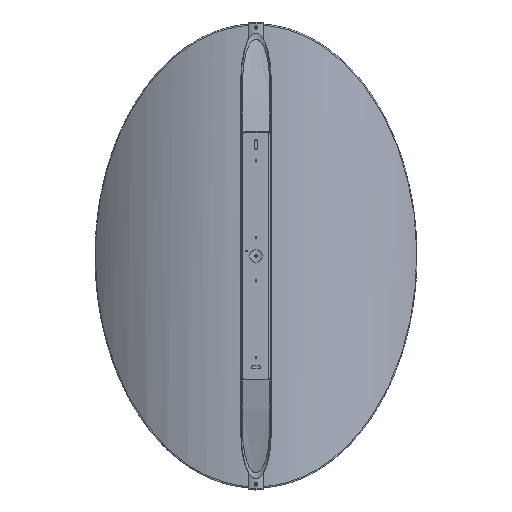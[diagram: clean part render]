
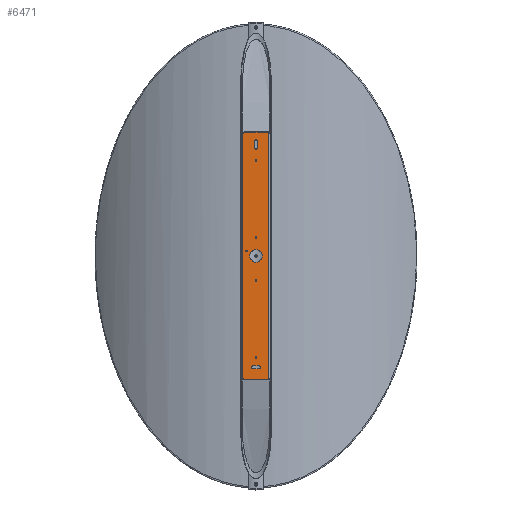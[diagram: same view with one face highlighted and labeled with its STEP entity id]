
A CAD part, top view. The second image highlights one B-rep face of the part: STEP entity #6471.
In plain terms, the highlighted planar face has unit normal (0, 0, 1).
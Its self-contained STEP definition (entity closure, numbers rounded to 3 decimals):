
#209=PLANE('',#6910);
#615=LINE('',#12767,#1083);
#616=LINE('',#12770,#1084);
#617=LINE('',#12772,#1085);
#618=LINE('',#12774,#1086);
#619=LINE('',#12776,#1087);
#620=LINE('',#12778,#1088);
#621=LINE('',#12780,#1089);
#622=LINE('',#12782,#1090);
#623=LINE('',#12784,#1091);
#624=LINE('',#12786,#1092);
#625=LINE('',#12788,#1093);
#626=LINE('',#12790,#1094);
#627=LINE('',#12801,#1095);
#628=LINE('',#12806,#1096);
#629=LINE('',#12809,#1097);
#630=LINE('',#12814,#1098);
#1083=VECTOR('',#7923,1000.);
#1084=VECTOR('',#7924,1000.);
#1085=VECTOR('',#7925,1000.);
#1086=VECTOR('',#7926,1000.);
#1087=VECTOR('',#7927,1000.);
#1088=VECTOR('',#7928,1000.);
#1089=VECTOR('',#7929,1000.);
#1090=VECTOR('',#7930,1000.);
#1091=VECTOR('',#7931,1000.);
#1092=VECTOR('',#7932,1000.);
#1093=VECTOR('',#7933,1000.);
#1094=VECTOR('',#7934,1000.);
#1095=VECTOR('',#7945,1000.);
#1096=VECTOR('',#7948,1000.);
#1097=VECTOR('',#7951,1000.);
#1098=VECTOR('',#7954,1000.);
#2151=ORIENTED_EDGE('',*,*,#3173,.F.);
#2152=ORIENTED_EDGE('',*,*,#3174,.F.);
#2153=ORIENTED_EDGE('',*,*,#3175,.F.);
#2154=ORIENTED_EDGE('',*,*,#3176,.T.);
#2155=ORIENTED_EDGE('',*,*,#3177,.F.);
#2156=ORIENTED_EDGE('',*,*,#3178,.T.);
#2157=ORIENTED_EDGE('',*,*,#3179,.T.);
#2158=ORIENTED_EDGE('',*,*,#3180,.F.);
#2159=ORIENTED_EDGE('',*,*,#3181,.T.);
#2160=ORIENTED_EDGE('',*,*,#3182,.F.);
#2161=ORIENTED_EDGE('',*,*,#3183,.T.);
#2162=ORIENTED_EDGE('',*,*,#3184,.T.);
#2163=ORIENTED_EDGE('',*,*,#3185,.T.);
#2164=ORIENTED_EDGE('',*,*,#3186,.F.);
#2165=ORIENTED_EDGE('',*,*,#3187,.F.);
#2166=ORIENTED_EDGE('',*,*,#3188,.F.);
#2167=ORIENTED_EDGE('',*,*,#3189,.F.);
#2168=ORIENTED_EDGE('',*,*,#3190,.F.);
#2169=ORIENTED_EDGE('',*,*,#3191,.T.);
#2170=ORIENTED_EDGE('',*,*,#3192,.T.);
#2171=ORIENTED_EDGE('',*,*,#3193,.T.);
#2172=ORIENTED_EDGE('',*,*,#3194,.T.);
#2173=ORIENTED_EDGE('',*,*,#3195,.T.);
#2174=ORIENTED_EDGE('',*,*,#3196,.T.);
#2175=ORIENTED_EDGE('',*,*,#3197,.T.);
#2176=ORIENTED_EDGE('',*,*,#3198,.T.);
#3173=EDGE_CURVE('',#3764,#3764,#4074,.T.);
#3174=EDGE_CURVE('',#3765,#3766,#615,.T.);
#3175=EDGE_CURVE('',#3767,#3765,#616,.T.);
#3176=EDGE_CURVE('',#3767,#3768,#617,.T.);
#3177=EDGE_CURVE('',#3769,#3768,#618,.T.);
#3178=EDGE_CURVE('',#3769,#3770,#619,.T.);
#3179=EDGE_CURVE('',#3770,#3771,#620,.T.);
#3180=EDGE_CURVE('',#3772,#3771,#621,.T.);
#3181=EDGE_CURVE('',#3772,#3773,#622,.T.);
#3182=EDGE_CURVE('',#3774,#3773,#623,.T.);
#3183=EDGE_CURVE('',#3774,#3775,#624,.T.);
#3184=EDGE_CURVE('',#3775,#3776,#625,.T.);
#3185=EDGE_CURVE('',#3776,#3766,#626,.T.);
#3186=EDGE_CURVE('',#3777,#3777,#4075,.T.);
#3187=EDGE_CURVE('',#3778,#3778,#4076,.T.);
#3188=EDGE_CURVE('',#3779,#3779,#4077,.T.);
#3189=EDGE_CURVE('',#3780,#3780,#4078,.T.);
#3190=EDGE_CURVE('',#3781,#3781,#4079,.T.);
#3191=EDGE_CURVE('',#3782,#3783,#627,.T.);
#3192=EDGE_CURVE('',#3783,#3784,#4080,.F.);
#3193=EDGE_CURVE('',#3784,#3785,#628,.T.);
#3194=EDGE_CURVE('',#3785,#3782,#4081,.F.);
#3195=EDGE_CURVE('',#3786,#3787,#629,.T.);
#3196=EDGE_CURVE('',#3787,#3788,#4082,.F.);
#3197=EDGE_CURVE('',#3788,#3789,#630,.T.);
#3198=EDGE_CURVE('',#3789,#3786,#4083,.F.);
#3764=VERTEX_POINT('',#12766);
#3765=VERTEX_POINT('',#12768);
#3766=VERTEX_POINT('',#12769);
#3767=VERTEX_POINT('',#12771);
#3768=VERTEX_POINT('',#12773);
#3769=VERTEX_POINT('',#12775);
#3770=VERTEX_POINT('',#12777);
#3771=VERTEX_POINT('',#12779);
#3772=VERTEX_POINT('',#12781);
#3773=VERTEX_POINT('',#12783);
#3774=VERTEX_POINT('',#12785);
#3775=VERTEX_POINT('',#12787);
#3776=VERTEX_POINT('',#12789);
#3777=VERTEX_POINT('',#12792);
#3778=VERTEX_POINT('',#12794);
#3779=VERTEX_POINT('',#12796);
#3780=VERTEX_POINT('',#12798);
#3781=VERTEX_POINT('',#12800);
#3782=VERTEX_POINT('',#12802);
#3783=VERTEX_POINT('',#12803);
#3784=VERTEX_POINT('',#12805);
#3785=VERTEX_POINT('',#12807);
#3786=VERTEX_POINT('',#12810);
#3787=VERTEX_POINT('',#12811);
#3788=VERTEX_POINT('',#12813);
#3789=VERTEX_POINT('',#12815);
#4074=CIRCLE('',#6911,1.35);
#4075=CIRCLE('',#6912,10.);
#4076=CIRCLE('',#6913,1.35);
#4077=CIRCLE('',#6914,1.35);
#4078=CIRCLE('',#6915,1.35);
#4079=CIRCLE('',#6916,1.35);
#4080=CIRCLE('',#6917,2.5);
#4081=CIRCLE('',#6918,2.5);
#4082=CIRCLE('',#6919,2.5);
#4083=CIRCLE('',#6920,2.5);
#4384=EDGE_LOOP('',(#2151));
#4385=EDGE_LOOP('',(#2152,#2153,#2154,#2155,#2156,#2157,#2158,#2159,#2160,
#2161,#2162,#2163));
#4386=EDGE_LOOP('',(#2164));
#4387=EDGE_LOOP('',(#2165));
#4388=EDGE_LOOP('',(#2166));
#4389=EDGE_LOOP('',(#2167));
#4390=EDGE_LOOP('',(#2168));
#4391=EDGE_LOOP('',(#2169,#2170,#2171,#2172));
#4392=EDGE_LOOP('',(#2173,#2174,#2175,#2176));
#4777=FACE_BOUND('',#4384,.T.);
#4778=FACE_BOUND('',#4385,.T.);
#4779=FACE_BOUND('',#4386,.T.);
#4780=FACE_BOUND('',#4387,.T.);
#4781=FACE_BOUND('',#4388,.T.);
#4782=FACE_BOUND('',#4389,.T.);
#4783=FACE_BOUND('',#4390,.T.);
#4784=FACE_BOUND('',#4391,.T.);
#4785=FACE_BOUND('',#4392,.T.);
#6471=ADVANCED_FACE('',(#4777,#4778,#4779,#4780,#4781,#4782,#4783,#4784,
#4785),#209,.T.);
#6910=AXIS2_PLACEMENT_3D('',#12764,#7919,#7920);
#6911=AXIS2_PLACEMENT_3D('',#12765,#7921,#7922);
#6912=AXIS2_PLACEMENT_3D('',#12791,#7935,#7936);
#6913=AXIS2_PLACEMENT_3D('',#12793,#7937,#7938);
#6914=AXIS2_PLACEMENT_3D('',#12795,#7939,#7940);
#6915=AXIS2_PLACEMENT_3D('',#12797,#7941,#7942);
#6916=AXIS2_PLACEMENT_3D('',#12799,#7943,#7944);
#6917=AXIS2_PLACEMENT_3D('',#12804,#7946,#7947);
#6918=AXIS2_PLACEMENT_3D('',#12808,#7949,#7950);
#6919=AXIS2_PLACEMENT_3D('',#12812,#7952,#7953);
#6920=AXIS2_PLACEMENT_3D('',#12816,#7955,#7956);
#7919=DIRECTION('',(0.,0.,1.));
#7920=DIRECTION('',(1.,0.,0.));
#7921=DIRECTION('',(0.,0.,1.));
#7922=DIRECTION('',(1.,0.,0.));
#7923=DIRECTION('',(0.,1.,0.));
#7924=DIRECTION('',(1.,0.,0.));
#7925=DIRECTION('',(0.,-1.,0.));
#7926=DIRECTION('',(-1.,0.,0.));
#7927=DIRECTION('',(0.,-1.,0.));
#7928=DIRECTION('',(1.,0.,0.));
#7929=DIRECTION('',(0.,-1.,0.));
#7930=DIRECTION('',(1.,0.,0.));
#7931=DIRECTION('',(0.,-1.,0.));
#7932=DIRECTION('',(-1.,0.,0.));
#7933=DIRECTION('',(0.,1.,0.));
#7934=DIRECTION('',(-1.,0.,0.));
#7935=DIRECTION('',(0.,0.,1.));
#7936=DIRECTION('',(-1.,0.,0.));
#7937=DIRECTION('',(0.,0.,1.));
#7938=DIRECTION('',(-1.,0.,0.));
#7939=DIRECTION('',(0.,0.,1.));
#7940=DIRECTION('',(-1.,0.,0.));
#7941=DIRECTION('',(0.,0.,1.));
#7942=DIRECTION('',(-1.,0.,0.));
#7943=DIRECTION('',(0.,0.,1.));
#7944=DIRECTION('',(-1.,0.,0.));
#7945=DIRECTION('',(0.,1.,0.));
#7946=DIRECTION('',(0.,0.,1.));
#7947=DIRECTION('',(1.,0.,0.));
#7948=DIRECTION('',(0.,-1.,0.));
#7949=DIRECTION('',(0.,0.,1.));
#7950=DIRECTION('',(1.,0.,0.));
#7951=DIRECTION('',(-1.,0.,0.));
#7952=DIRECTION('',(0.,0.,1.));
#7953=DIRECTION('',(1.,0.,0.));
#7954=DIRECTION('',(1.,0.,0.));
#7955=DIRECTION('',(0.,0.,1.));
#7956=DIRECTION('',(1.,0.,0.));
#12764=CARTESIAN_POINT('',(-200.,22.5,0.));
#12765=CARTESIAN_POINT('',(8.,15.5,0.));
#12766=CARTESIAN_POINT('',(9.35,15.5,0.));
#12767=CARTESIAN_POINT('',(-198.,19.5,0.));
#12768=CARTESIAN_POINT('',(-198.,19.5,0.));
#12769=CARTESIAN_POINT('',(-198.,20.998,0.));
#12770=CARTESIAN_POINT('',(-200.,19.5,0.));
#12771=CARTESIAN_POINT('',(-200.,19.5,0.));
#12772=CARTESIAN_POINT('',(-200.,22.5,0.));
#12773=CARTESIAN_POINT('',(-200.,-19.5,0.));
#12774=CARTESIAN_POINT('',(-198.,-19.5,0.));
#12775=CARTESIAN_POINT('',(-198.,-19.5,0.));
#12776=CARTESIAN_POINT('',(-198.,-19.5,0.));
#12777=CARTESIAN_POINT('',(-198.,-20.998,0.));
#12778=CARTESIAN_POINT('',(-200.,-20.998,0.));
#12779=CARTESIAN_POINT('',(198.,-20.998,0.));
#12780=CARTESIAN_POINT('',(198.,-19.5,0.));
#12781=CARTESIAN_POINT('',(198.,-19.5,0.));
#12782=CARTESIAN_POINT('',(198.,-19.5,0.));
#12783=CARTESIAN_POINT('',(200.,-19.5,0.));
#12784=CARTESIAN_POINT('',(200.,22.5,0.));
#12785=CARTESIAN_POINT('',(200.,19.5,0.));
#12786=CARTESIAN_POINT('',(200.,19.5,0.));
#12787=CARTESIAN_POINT('',(198.,19.5,0.));
#12788=CARTESIAN_POINT('',(198.,19.5,0.));
#12789=CARTESIAN_POINT('',(198.,20.998,0.));
#12790=CARTESIAN_POINT('',(200.,20.998,0.));
#12791=CARTESIAN_POINT('',(0.,0.,0.));
#12792=CARTESIAN_POINT('',(-10.,0.,0.));
#12793=CARTESIAN_POINT('',(154.,0.,0.));
#12794=CARTESIAN_POINT('',(152.65,0.,0.));
#12795=CARTESIAN_POINT('',(30.,0.,0.));
#12796=CARTESIAN_POINT('',(28.65,0.,0.));
#12797=CARTESIAN_POINT('',(-164.,0.,0.));
#12798=CARTESIAN_POINT('',(-165.35,0.,0.));
#12799=CARTESIAN_POINT('',(-40.,0.,0.));
#12800=CARTESIAN_POINT('',(-41.35,0.,0.));
#12801=CARTESIAN_POINT('',(-182.5,22.5,0.));
#12802=CARTESIAN_POINT('',(-182.5,-5.,0.));
#12803=CARTESIAN_POINT('',(-182.5,5.,0.));
#12804=CARTESIAN_POINT('',(-180.,5.,0.));
#12805=CARTESIAN_POINT('',(-177.5,5.,0.));
#12806=CARTESIAN_POINT('',(-177.5,22.5,0.));
#12807=CARTESIAN_POINT('',(-177.5,-5.,0.));
#12808=CARTESIAN_POINT('',(-180.,-5.,0.));
#12809=CARTESIAN_POINT('',(-200.,-2.5,0.));
#12810=CARTESIAN_POINT('',(185.,-2.5,0.));
#12811=CARTESIAN_POINT('',(175.,-2.5,0.));
#12812=CARTESIAN_POINT('',(175.,0.,0.));
#12813=CARTESIAN_POINT('',(175.,2.5,0.));
#12814=CARTESIAN_POINT('',(-200.,2.5,0.));
#12815=CARTESIAN_POINT('',(185.,2.5,0.));
#12816=CARTESIAN_POINT('',(185.,0.,0.));
